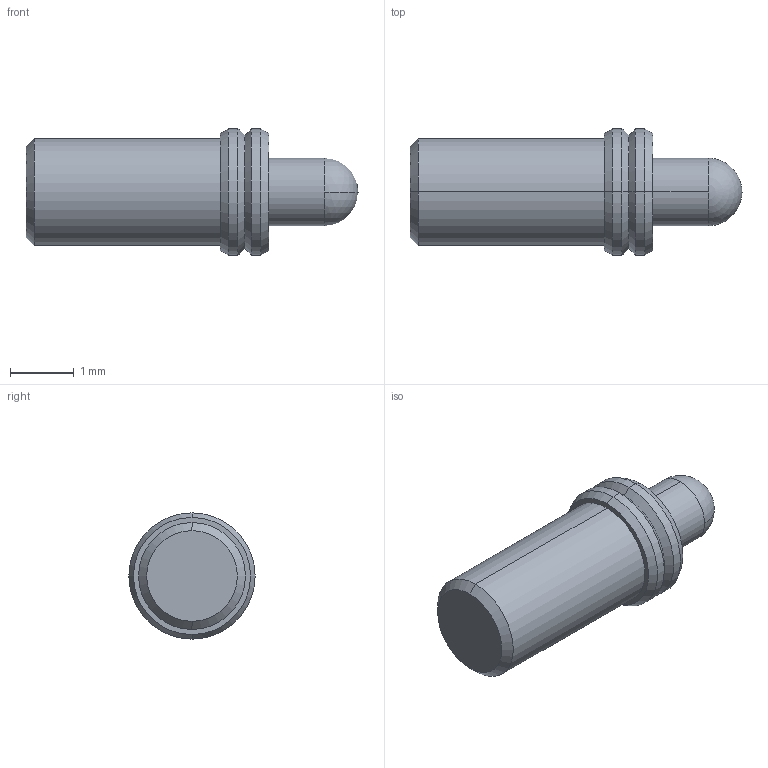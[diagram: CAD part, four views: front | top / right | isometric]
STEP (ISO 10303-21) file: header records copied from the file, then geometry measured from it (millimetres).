
FILE_DESCRIPTION (( 'STEP AP214' ), '1' );
FILE_NAME ('2EC981DC-9520-49F7-8F71-10C5616FF6E9.STEP', '2022-07-14T04:36:41', ( '' ), ( '' ), 'SwSTEP 2.0', 'SolidWorks 2022', '' );
FILE_SCHEMA (( 'AUTOMOTIVE_DESIGN' ));
Length unit declared in the file: inch
Products named in the file (1): 2EC981DC-9520-49F7-8F71-10C5616FF6E9
Bounding box: 5.21 x 1.98 x 1.98 mm (x, y, z)
Volume: 10 mm3; surface area: 30.1 mm2
Topology: 1 solids, 1 shells, 23 faces, 48 edges, 27 vertices
Faces by surface type: cone 10, cylinder 8, plane 3, sphere 2
Entity records: 640 total; most frequent: DIRECTION 122, CARTESIAN_POINT 97, ORIENTED_EDGE 92, AXIS2_PLACEMENT_3D 52, EDGE_CURVE 46, CIRCLE 28, VERTEX_POINT 27, EDGE_LOOP 25
